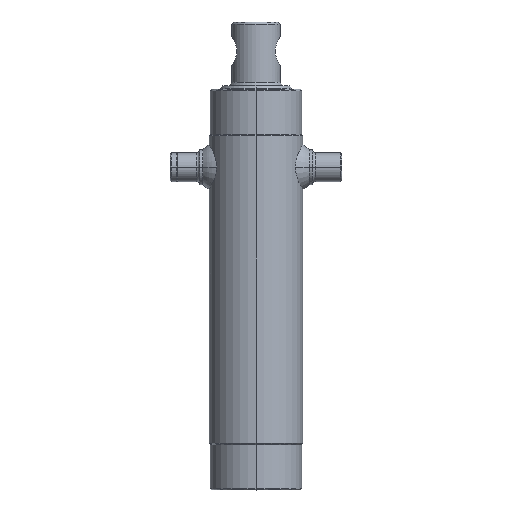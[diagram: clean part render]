
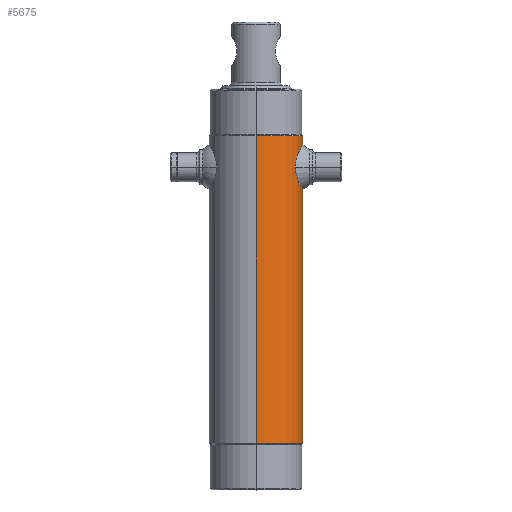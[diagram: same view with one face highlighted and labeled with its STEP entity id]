
A CAD part, top view. The second image highlights one B-rep face of the part: STEP entity #5675.
In plain terms, the highlighted cylindrical face has radius 40.4 mm (diameter 80.8 mm), a partial arc.
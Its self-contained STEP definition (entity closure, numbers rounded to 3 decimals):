
#267 = FACE_OUTER_BOUND ( 'NONE', #6130, .T. ) ;
#553 = CARTESIAN_POINT ( 'NONE',  ( 0., 305., 40.4 ) ) ;
#568 = CARTESIAN_POINT ( 'NONE',  ( 0., 40., -40.4 ) ) ;
#743 = LINE ( 'NONE', #5689, #7826 ) ;
#768 = ORIENTED_EDGE ( 'NONE', *, *, #4796, .T. ) ;
#1180 = AXIS2_PLACEMENT_3D ( 'NONE', #1415, #6229, #2111 ) ;
#1271 = ORIENTED_EDGE ( 'NONE', *, *, #8780, .F. ) ;
#1415 = CARTESIAN_POINT ( 'NONE',  ( 0., 40., 0. ) ) ;
#1486 = ORIENTED_EDGE ( 'NONE', *, *, #4444, .T. ) ;
#1730 = DIRECTION ( 'NONE',  ( 0., 1., 0. ) ) ;
#2111 = DIRECTION ( 'NONE',  ( 0., 0., 1. ) ) ;
#2362 = ORIENTED_EDGE ( 'NONE', *, *, #5769, .F. ) ;
#2594 = DIRECTION ( 'NONE',  ( 0., 0., 1. ) ) ;
#2665 = CIRCLE ( 'NONE', #8121, 40.4 ) ;
#2980 = AXIS2_PLACEMENT_3D ( 'NONE', #6705, #4645, #2594 ) ;
#3089 = VECTOR ( 'NONE', #5879, 1000. ) ;
#4289 = CIRCLE ( 'NONE', #1180, 40.4 ) ;
#4411 = DIRECTION ( 'NONE',  ( 0., 1., 0. ) ) ;
#4444 = EDGE_CURVE ( 'NONE', #6304, #5759, #743, .T. ) ;
#4645 = DIRECTION ( 'NONE',  ( 0., 1., 0. ) ) ;
#4796 = EDGE_CURVE ( 'NONE', #5280, #6304, #4289, .T. ) ;
#5117 = DIRECTION ( 'NONE',  ( 0., 0., 1. ) ) ;
#5280 = VERTEX_POINT ( 'NONE', #5998 ) ;
#5675 = ADVANCED_FACE ( 'NONE', ( #267 ), #7535, .T. ) ;
#5689 = CARTESIAN_POINT ( 'NONE',  ( 0., 305.389, -40.4 ) ) ;
#5759 = VERTEX_POINT ( 'NONE', #7187 ) ;
#5769 = EDGE_CURVE ( 'NONE', #5280, #7990, #7137, .T. ) ;
#5858 = CARTESIAN_POINT ( 'NONE',  ( 0., 305., 0. ) ) ;
#5879 = DIRECTION ( 'NONE',  ( 0., 1., 0. ) ) ;
#5998 = CARTESIAN_POINT ( 'NONE',  ( 0., 40., 40.4 ) ) ;
#6130 = EDGE_LOOP ( 'NONE', ( #768, #1486, #1271, #2362 ) ) ;
#6229 = DIRECTION ( 'NONE',  ( 0., 1., 0. ) ) ;
#6304 = VERTEX_POINT ( 'NONE', #568 ) ;
#6519 = CARTESIAN_POINT ( 'NONE',  ( 0., 305.389, 40.4 ) ) ;
#6705 = CARTESIAN_POINT ( 'NONE',  ( 0., 305.389, 0. ) ) ;
#7137 = LINE ( 'NONE', #6519, #3089 ) ;
#7187 = CARTESIAN_POINT ( 'NONE',  ( 0., 305., -40.4 ) ) ;
#7535 = CYLINDRICAL_SURFACE ( 'NONE', #2980, 40.4 ) ;
#7826 = VECTOR ( 'NONE', #4411, 1000. ) ;
#7990 = VERTEX_POINT ( 'NONE', #553 ) ;
#8121 = AXIS2_PLACEMENT_3D ( 'NONE', #5858, #1730, #5117 ) ;
#8780 = EDGE_CURVE ( 'NONE', #7990, #5759, #2665, .T. ) ;
